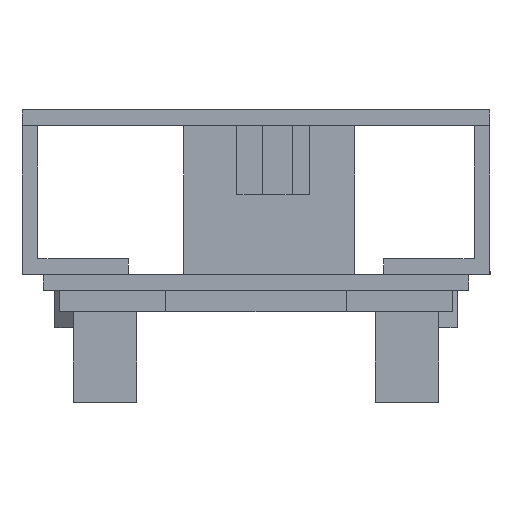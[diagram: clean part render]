
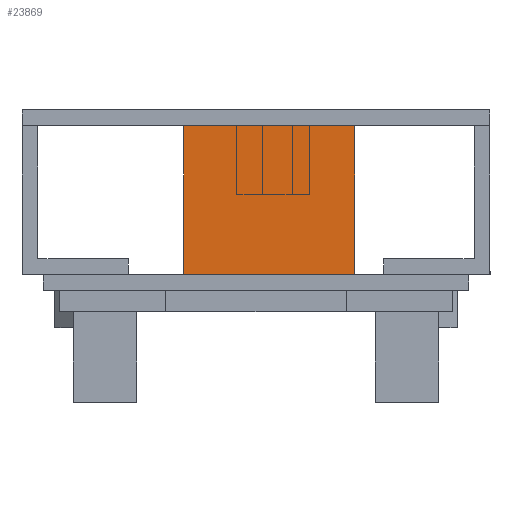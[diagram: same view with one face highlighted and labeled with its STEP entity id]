
A CAD part, left-side view. The second image highlights one B-rep face of the part: STEP entity #23869.
In plain terms, the highlighted planar face has unit normal (-1, 0, 0).
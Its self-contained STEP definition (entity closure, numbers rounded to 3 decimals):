
#42 = VERTEX_POINT ( 'NONE', #10327 ) ;
#551 = CARTESIAN_POINT ( 'NONE',  ( -203.8, 6.8, -14. ) ) ;
#889 = EDGE_CURVE ( 'NONE', #13676, #16872, #9286, .T. ) ;
#1117 = EDGE_CURVE ( 'NONE', #42, #17992, #13834, .T. ) ;
#1346 = EDGE_CURVE ( 'NONE', #42, #13676, #23423, .T. ) ;
#1859 = DIRECTION ( 'NONE',  ( 0., 1., 0. ) ) ;
#2266 = ORIENTED_EDGE ( 'NONE', *, *, #15964, .T. ) ;
#3493 = CARTESIAN_POINT ( 'NONE',  ( -203.8, 6.8, -14. ) ) ;
#4914 = LINE ( 'NONE', #26435, #21690 ) ;
#5309 = DIRECTION ( 'NONE',  ( 0., 1., 0. ) ) ;
#5612 = DIRECTION ( 'NONE',  ( 0., 1., 0. ) ) ;
#5900 = CARTESIAN_POINT ( 'NONE',  ( -203.8, 6.8, -14. ) ) ;
#5969 = CARTESIAN_POINT ( 'NONE',  ( -203.8, 6.8, -14. ) ) ;
#6610 = VECTOR ( 'NONE', #1859, 1000. ) ;
#7280 = ORIENTED_EDGE ( 'NONE', *, *, #889, .F. ) ;
#7573 = ORIENTED_EDGE ( 'NONE', *, *, #1117, .T. ) ;
#9286 = LINE ( 'NONE', #5969, #14190 ) ;
#10327 = CARTESIAN_POINT ( 'NONE',  ( -203.8, -9.3, -14. ) ) ;
#10630 = CARTESIAN_POINT ( 'NONE',  ( -203.8, 6.8, 0. ) ) ;
#13676 = VERTEX_POINT ( 'NONE', #551 ) ;
#13834 = LINE ( 'NONE', #19366, #18781 ) ;
#14190 = VECTOR ( 'NONE', #16437, 1000. ) ;
#15964 = EDGE_CURVE ( 'NONE', #17992, #16872, #4914, .T. ) ;
#16437 = DIRECTION ( 'NONE',  ( 0., 0., 1. ) ) ;
#16517 = EDGE_LOOP ( 'NONE', ( #2266, #7280, #25043, #7573 ) ) ;
#16872 = VERTEX_POINT ( 'NONE', #10630 ) ;
#17992 = VERTEX_POINT ( 'NONE', #27456 ) ;
#18202 = DIRECTION ( 'NONE',  ( 1., 0., 0. ) ) ;
#18781 = VECTOR ( 'NONE', #19450, 1000. ) ;
#19219 = FACE_OUTER_BOUND ( 'NONE', #16517, .T. ) ;
#19366 = CARTESIAN_POINT ( 'NONE',  ( -203.8, -9.3, -14. ) ) ;
#19450 = DIRECTION ( 'NONE',  ( 0., 0., 1. ) ) ;
#20429 = AXIS2_PLACEMENT_3D ( 'NONE', #3493, #18202, #5612 ) ;
#21690 = VECTOR ( 'NONE', #5309, 1000. ) ;
#23423 = LINE ( 'NONE', #5900, #6610 ) ;
#23869 = ADVANCED_FACE ( 'NONE', ( #19219 ), #26762, .F. ) ;
#25043 = ORIENTED_EDGE ( 'NONE', *, *, #1346, .F. ) ;
#26435 = CARTESIAN_POINT ( 'NONE',  ( -203.8, 6.8, 0. ) ) ;
#26762 = PLANE ( 'NONE',  #20429 ) ;
#27456 = CARTESIAN_POINT ( 'NONE',  ( -203.8, -9.3, 0. ) ) ;
